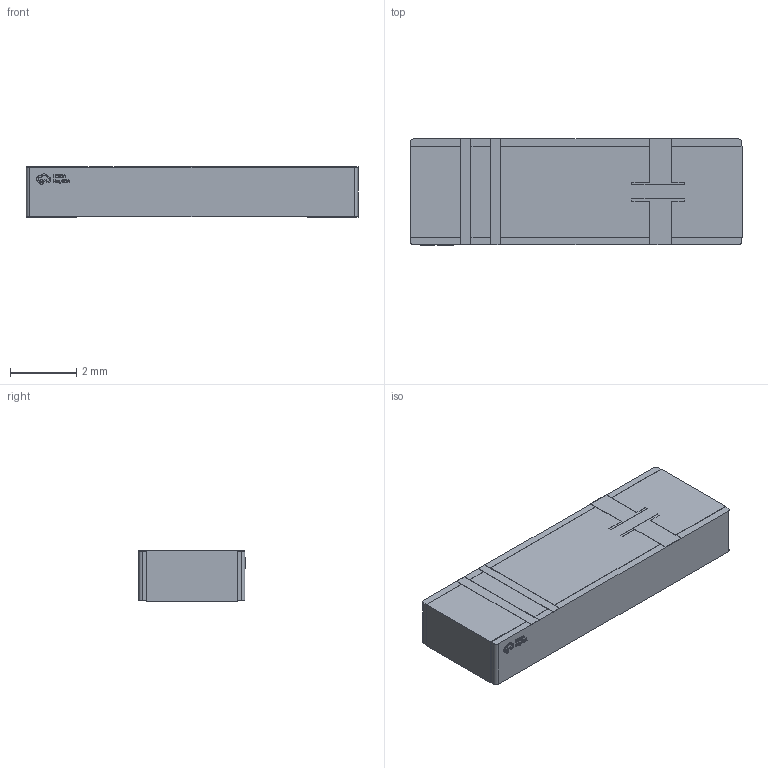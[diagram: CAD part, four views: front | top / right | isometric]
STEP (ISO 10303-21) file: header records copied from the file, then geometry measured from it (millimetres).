
FILE_DESCRIPTION (( 'STEP AP214' ), '1' );
FILE_NAME ('ANT-SMD_L10.0-W3.2.STEP', '2022-11-05T06:22:56', ( '' ), ( '' ), 'SwSTEP 2.0', 'SolidWorks 2020', '' );
FILE_SCHEMA (( 'AUTOMOTIVE_DESIGN' ));
Length unit declared in the file: millimetre
Products named in the file (1): ANT-SMD_L10.0-W3.2
Bounding box: 10.02 x 3.21 x 1.52 mm (x, y, z)
Volume: 48.4 mm3; surface area: 112.4 mm2
Topology: 5 solids, 5 shells, 303 faces, 819 edges, 546 vertices
Faces by surface type: plane 201, bspline 98, cylinder 4
Entity records: 13226 total; most frequent: CARTESIAN_POINT 2975, ORIENTED_EDGE 1638, DIRECTION 1039, EDGE_CURVE 819, VECTOR 611, LINE 611, VERTEX_POINT 546, EDGE_LOOP 323
